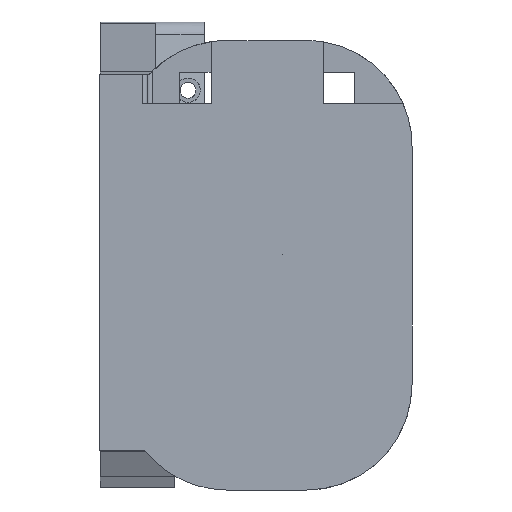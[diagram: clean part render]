
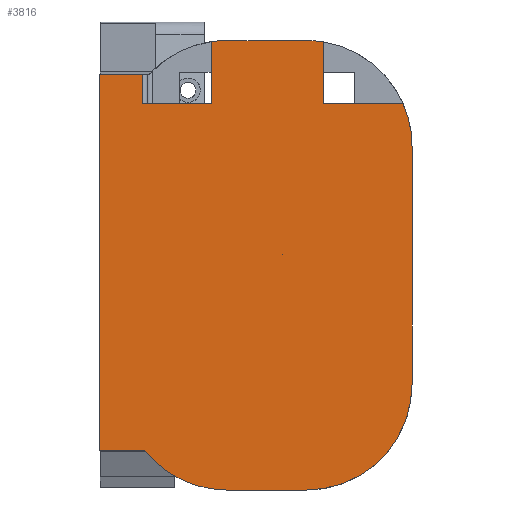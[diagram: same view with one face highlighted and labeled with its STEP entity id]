
A CAD part, left-side view. The second image highlights one B-rep face of the part: STEP entity #3816.
In plain terms, the highlighted planar face has unit normal (-1, 0, 0).
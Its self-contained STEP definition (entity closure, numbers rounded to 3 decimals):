
#119=CIRCLE('',#4015,0.005);
#149=CIRCLE('',#4059,20.);
#150=CIRCLE('',#4060,20.);
#151=CIRCLE('',#4061,20.);
#152=CIRCLE('',#4062,20.);
#153=CIRCLE('',#4063,20.);
#248=FACE_BOUND('',#698,.T.);
#340=PLANE('',#4058);
#480=FACE_OUTER_BOUND('',#697,.T.);
#697=EDGE_LOOP('',(#2912,#2913,#2914,#2915,#2916,#2917,#2918,#2919,#2920,
#2921,#2922,#2923,#2924,#2925,#2926,#2927));
#698=EDGE_LOOP('',(#2928));
#1053=LINE('',#5971,#1427);
#1055=LINE('',#5977,#1429);
#1056=LINE('',#5979,#1430);
#1057=LINE('',#5981,#1431);
#1058=LINE('',#5985,#1432);
#1059=LINE('',#5989,#1433);
#1060=LINE('',#5993,#1434);
#1061=LINE('',#5995,#1435);
#1062=LINE('',#5999,#1436);
#1063=LINE('',#6003,#1437);
#1064=LINE('',#6004,#1438);
#1427=VECTOR('',#4651,10.);
#1429=VECTOR('',#4657,10.);
#1430=VECTOR('',#4658,10.);
#1431=VECTOR('',#4659,10.);
#1432=VECTOR('',#4662,10.);
#1433=VECTOR('',#4665,10.);
#1434=VECTOR('',#4668,10.);
#1435=VECTOR('',#4669,10.);
#1436=VECTOR('',#4672,10.);
#1437=VECTOR('',#4675,10.);
#1438=VECTOR('',#4676,10.);
#1744=VERTEX_POINT('',#5717);
#1831=VERTEX_POINT('',#5967);
#1833=VERTEX_POINT('',#5970);
#1835=VERTEX_POINT('',#5976);
#1836=VERTEX_POINT('',#5978);
#1837=VERTEX_POINT('',#5980);
#1838=VERTEX_POINT('',#5982);
#1839=VERTEX_POINT('',#5984);
#1840=VERTEX_POINT('',#5986);
#1841=VERTEX_POINT('',#5988);
#1842=VERTEX_POINT('',#5990);
#1843=VERTEX_POINT('',#5992);
#1844=VERTEX_POINT('',#5994);
#1845=VERTEX_POINT('',#5996);
#1846=VERTEX_POINT('',#5998);
#1847=VERTEX_POINT('',#6000);
#1848=VERTEX_POINT('',#6002);
#2137=EDGE_CURVE('',#1744,#1744,#119,.T.);
#2235=EDGE_CURVE('',#1833,#1831,#1053,.T.);
#2238=EDGE_CURVE('',#1831,#1835,#1055,.T.);
#2239=EDGE_CURVE('',#1835,#1836,#1056,.T.);
#2240=EDGE_CURVE('',#1837,#1836,#1057,.T.);
#2241=EDGE_CURVE('',#1838,#1837,#149,.T.);
#2242=EDGE_CURVE('',#1839,#1838,#1058,.T.);
#2243=EDGE_CURVE('',#1840,#1839,#150,.T.);
#2244=EDGE_CURVE('',#1841,#1840,#1059,.T.);
#2245=EDGE_CURVE('',#1842,#1841,#151,.T.);
#2246=EDGE_CURVE('',#1843,#1842,#1060,.T.);
#2247=EDGE_CURVE('',#1844,#1843,#1061,.T.);
#2248=EDGE_CURVE('',#1845,#1844,#152,.T.);
#2249=EDGE_CURVE('',#1846,#1845,#1062,.T.);
#2250=EDGE_CURVE('',#1847,#1846,#153,.T.);
#2251=EDGE_CURVE('',#1848,#1847,#1063,.T.);
#2252=EDGE_CURVE('',#1833,#1848,#1064,.T.);
#2912=ORIENTED_EDGE('',*,*,#2235,.T.);
#2913=ORIENTED_EDGE('',*,*,#2238,.T.);
#2914=ORIENTED_EDGE('',*,*,#2239,.T.);
#2915=ORIENTED_EDGE('',*,*,#2240,.F.);
#2916=ORIENTED_EDGE('',*,*,#2241,.F.);
#2917=ORIENTED_EDGE('',*,*,#2242,.F.);
#2918=ORIENTED_EDGE('',*,*,#2243,.F.);
#2919=ORIENTED_EDGE('',*,*,#2244,.F.);
#2920=ORIENTED_EDGE('',*,*,#2245,.F.);
#2921=ORIENTED_EDGE('',*,*,#2246,.F.);
#2922=ORIENTED_EDGE('',*,*,#2247,.F.);
#2923=ORIENTED_EDGE('',*,*,#2248,.F.);
#2924=ORIENTED_EDGE('',*,*,#2249,.F.);
#2925=ORIENTED_EDGE('',*,*,#2250,.F.);
#2926=ORIENTED_EDGE('',*,*,#2251,.F.);
#2927=ORIENTED_EDGE('',*,*,#2252,.F.);
#2928=ORIENTED_EDGE('',*,*,#2137,.F.);
#3816=ADVANCED_FACE('',(#480,#248),#340,.F.);
#4015=AXIS2_PLACEMENT_3D('',#5718,#4504,#4505);
#4058=AXIS2_PLACEMENT_3D('',#5975,#4655,#4656);
#4059=AXIS2_PLACEMENT_3D('',#5983,#4660,#4661);
#4060=AXIS2_PLACEMENT_3D('',#5987,#4663,#4664);
#4061=AXIS2_PLACEMENT_3D('',#5991,#4666,#4667);
#4062=AXIS2_PLACEMENT_3D('',#5997,#4670,#4671);
#4063=AXIS2_PLACEMENT_3D('',#6001,#4673,#4674);
#4504=DIRECTION('center_axis',(-1.,0.,0.));
#4505=DIRECTION('ref_axis',(0.,0.,-1.));
#4651=DIRECTION('',(0.,0.,1.));
#4655=DIRECTION('center_axis',(1.,0.,0.));
#4656=DIRECTION('ref_axis',(0.,0.,-1.));
#4657=DIRECTION('',(0.,1.,0.));
#4658=DIRECTION('',(0.,0.,-1.));
#4659=DIRECTION('',(0.,1.,0.));
#4660=DIRECTION('center_axis',(1.,0.,0.));
#4661=DIRECTION('ref_axis',(0.,0.,-1.));
#4662=DIRECTION('',(0.,1.,0.));
#4663=DIRECTION('center_axis',(1.,0.,0.));
#4664=DIRECTION('ref_axis',(0.,-1.,0.));
#4665=DIRECTION('',(0.,0.,-1.));
#4666=DIRECTION('center_axis',(1.,0.,0.));
#4667=DIRECTION('ref_axis',(0.,0.,
1.));
#4668=DIRECTION('',(0.,-1.,0.));
#4669=DIRECTION('',(0.,0.,-1.));
#4670=DIRECTION('center_axis',(1.,0.,0.));
#4671=DIRECTION('ref_axis',(0.,0.,
1.));
#4672=DIRECTION('',(0.,-1.,0.));
#4673=DIRECTION('center_axis',(1.,0.,0.));
#4674=DIRECTION('ref_axis',(0.,1.,0.));
#4675=DIRECTION('',(0.,0.,1.));
#4676=DIRECTION('',(0.,-1.,0.));
#5717=CARTESIAN_POINT('',(-7.465,-25.5,193.937));
#5718=CARTESIAN_POINT('Origin',(-7.465,-25.5,193.932));
#5967=CARTESIAN_POINT('',(-7.465,1.,227.932));
#5970=CARTESIAN_POINT('',(-7.465,1.,222.432));
#5971=CARTESIAN_POINT('',(-7.465,1.,192.932));
#5975=CARTESIAN_POINT('Origin',(-7.465,-22.5,191.932));
#5976=CARTESIAN_POINT('',(-7.465,9.,227.932));
#5977=CARTESIAN_POINT('',(-7.465,5.,227.932));
#5978=CARTESIAN_POINT('',(-7.465,9.,156.932));
#5979=CARTESIAN_POINT('',(-7.465,9.,234.432));
#5980=CARTESIAN_POINT('',(-7.465,0.612,156.932));
#5981=CARTESIAN_POINT('',(-7.465,5.,156.932));
#5982=CARTESIAN_POINT('',(-7.465,-15.,149.432));
#5983=CARTESIAN_POINT('Origin',(-7.465,-15.,169.432));
#5984=CARTESIAN_POINT('',(-7.465,-30.,149.432));
#5985=CARTESIAN_POINT('',(-7.465,-30.,149.432));
#5986=CARTESIAN_POINT('',(-7.465,-50.,169.432));
#5987=CARTESIAN_POINT('Origin',(-7.465,-30.,169.432));
#5988=CARTESIAN_POINT('',(-7.465,-50.,214.432));
#5989=CARTESIAN_POINT('',(-7.465,-50.,214.432));
#5990=CARTESIAN_POINT('',(-7.465,-48.33,222.432));
#5991=CARTESIAN_POINT('Origin',(-7.465,-30.,214.432));
#5992=CARTESIAN_POINT('',(-7.465,-33.2,222.432));
#5993=CARTESIAN_POINT('',(-7.465,-30.85,222.432));
#5994=CARTESIAN_POINT('',(-7.465,-33.2,234.174));
#5995=CARTESIAN_POINT('',(-7.465,-33.2,210.182));
#5996=CARTESIAN_POINT('',(-7.465,-30.,234.432));
#5997=CARTESIAN_POINT('Origin',(-7.465,-30.,214.432));
#5998=CARTESIAN_POINT('',(-7.465,-15.,234.432));
#5999=CARTESIAN_POINT('',(-7.465,-15.,234.432));
#6000=CARTESIAN_POINT('',(-7.465,-12.,234.206));
#6001=CARTESIAN_POINT('Origin',(-7.465,-15.,214.432));
#6002=CARTESIAN_POINT('',(-7.465,-12.,222.432));
#6003=CARTESIAN_POINT('',(-7.465,-12.,210.182));
#6004=CARTESIAN_POINT('',(-7.465,-14.25,222.432));
